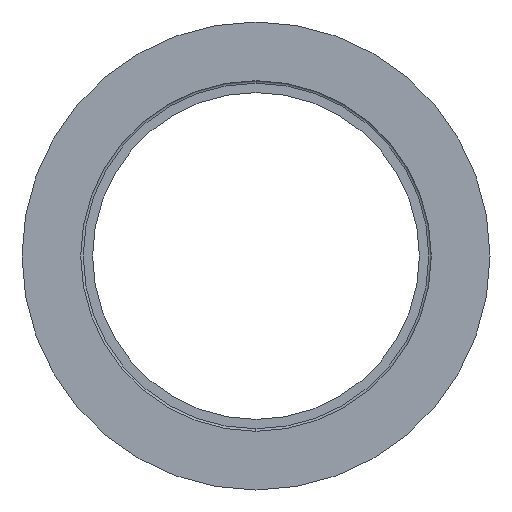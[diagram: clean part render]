
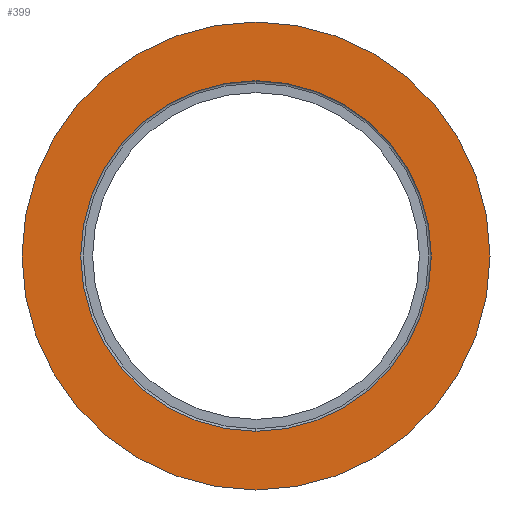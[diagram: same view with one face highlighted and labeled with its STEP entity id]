
A CAD part, left-side view. The second image highlights one B-rep face of the part: STEP entity #399.
In plain terms, the highlighted planar face has unit normal (-1, 0, 0).
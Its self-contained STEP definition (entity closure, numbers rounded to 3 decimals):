
#36 = DIRECTION ( 'NONE',  ( 0., 0., 1. ) ) ;
#43 = DIRECTION ( 'NONE',  ( -1., 0., 0. ) ) ;
#45 = CARTESIAN_POINT ( 'NONE',  ( 0., 0., 0. ) ) ;
#60 = CIRCLE ( 'NONE', #250, 20.6 ) ;
#75 = AXIS2_PLACEMENT_3D ( 'NONE', #45, #43, #36 ) ;
#76 = ORIENTED_EDGE ( 'NONE', *, *, #291, .T. ) ;
#85 = CIRCLE ( 'NONE', #226, 27.5 ) ;
#105 = DIRECTION ( 'NONE',  ( -1., 0., 0. ) ) ;
#135 = DIRECTION ( 'NONE',  ( 0., 0., 1. ) ) ;
#167 = EDGE_CURVE ( 'NONE', #193, #434, #60, .T. ) ;
#193 = VERTEX_POINT ( 'NONE', #195 ) ;
#195 = CARTESIAN_POINT ( 'NONE',  ( 0., 0., -20.6 ) ) ;
#209 = DIRECTION ( 'NONE',  ( 0., 0., 1. ) ) ;
#226 = AXIS2_PLACEMENT_3D ( 'NONE', #373, #354, #347 ) ;
#244 = DIRECTION ( 'NONE',  ( 0., 0., -1. ) ) ;
#250 = AXIS2_PLACEMENT_3D ( 'NONE', #259, #105, #135 ) ;
#259 = CARTESIAN_POINT ( 'NONE',  ( 0., 0., 0. ) ) ;
#267 = DIRECTION ( 'NONE',  ( -1., 0., 0. ) ) ;
#287 = CARTESIAN_POINT ( 'NONE',  ( 0., 0., 0. ) ) ;
#291 = EDGE_CURVE ( 'NONE', #420, #360, #85, .T. ) ;
#298 = DIRECTION ( 'NONE',  ( 1., 0., 0. ) ) ;
#304 = AXIS2_PLACEMENT_3D ( 'NONE', #343, #298, #244 ) ;
#322 = ORIENTED_EDGE ( 'NONE', *, *, #362, .T. ) ;
#335 = CIRCLE ( 'NONE', #544, 27.5 ) ;
#343 = CARTESIAN_POINT ( 'NONE',  ( 0., 0., -20.6 ) ) ;
#345 = EDGE_CURVE ( 'NONE', #434, #193, #419, .T. ) ;
#347 = DIRECTION ( 'NONE',  ( 0., 0., 1. ) ) ;
#354 = DIRECTION ( 'NONE',  ( -1., 0., 0. ) ) ;
#360 = VERTEX_POINT ( 'NONE', #520 ) ;
#361 = ORIENTED_EDGE ( 'NONE', *, *, #345, .F. ) ;
#362 = EDGE_CURVE ( 'NONE', #360, #420, #335, .T. ) ;
#373 = CARTESIAN_POINT ( 'NONE',  ( 0., 0., 0. ) ) ;
#399 = ADVANCED_FACE ( 'NONE', ( #400, #477 ), #417, .F. ) ;
#400 = FACE_BOUND ( 'NONE', #523, .T. ) ;
#409 = ORIENTED_EDGE ( 'NONE', *, *, #167, .F. ) ;
#417 = PLANE ( 'NONE',  #304 ) ;
#419 = CIRCLE ( 'NONE', #75, 20.6 ) ;
#420 = VERTEX_POINT ( 'NONE', #528 ) ;
#434 = VERTEX_POINT ( 'NONE', #517 ) ;
#471 = EDGE_LOOP ( 'NONE', ( #76, #322 ) ) ;
#477 = FACE_OUTER_BOUND ( 'NONE', #471, .T. ) ;
#517 = CARTESIAN_POINT ( 'NONE',  ( 0., 0., 20.6 ) ) ;
#520 = CARTESIAN_POINT ( 'NONE',  ( 0., 0., -27.5 ) ) ;
#523 = EDGE_LOOP ( 'NONE', ( #361, #409 ) ) ;
#528 = CARTESIAN_POINT ( 'NONE',  ( 0., 0., 27.5 ) ) ;
#544 = AXIS2_PLACEMENT_3D ( 'NONE', #287, #267, #209 ) ;
